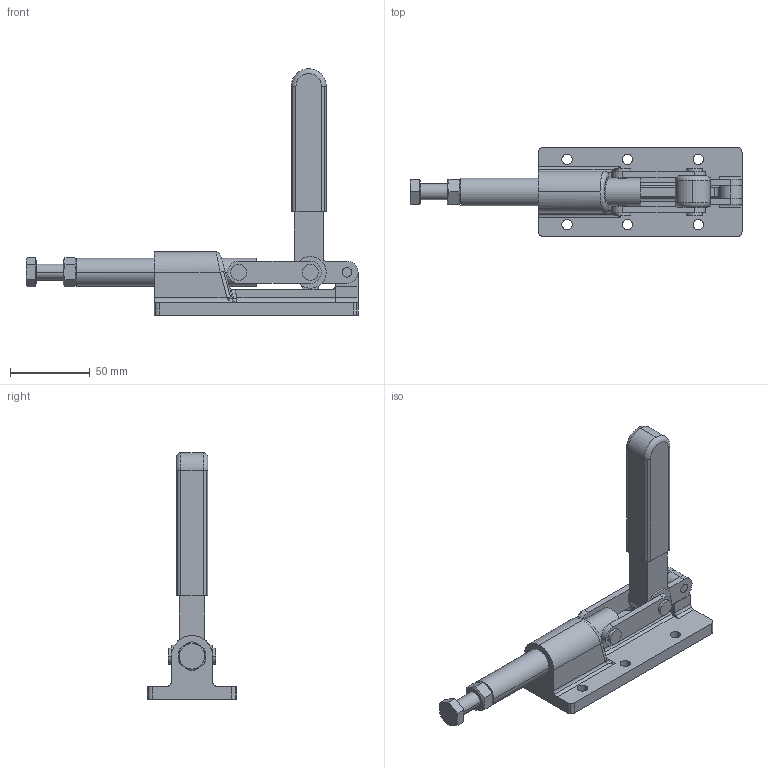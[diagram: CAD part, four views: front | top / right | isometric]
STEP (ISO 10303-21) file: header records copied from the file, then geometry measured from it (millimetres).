
FILE_DESCRIPTION((''),'2;1');
FILE_NAME('CP8-90.stp','2004-02-06T12:37:17',('Administrator'),(''),'Autodesk Inventor (R) 6.0','Autodesk Inventor (R) 6.0','');
FILE_SCHEMA(('AUTOMOTIVE_DESIGN { 1 0 10303 214 1 1 1 1 }'));
Length unit declared in the file: millimetre
Products named in the file (14): CP8-90; CP8-901; CP8-902; CP8-903; CP8-904; CP8-905; CP8-906; CP8-907; CP8-908; CP8-909; CP8-9010; CP8-9011; CP8-9012; CP8-9013
Assembly tree (13 placements, depth 2):
  CP8-90
    CP8-901
    CP8-902
    CP8-903
    CP8-904
    CP8-905
    CP8-906
    CP8-907
    CP8-908
    CP8-909
    CP8-9010
    CP8-9011
    CP8-9012
    CP8-9013
Bounding box: 208.78 x 56 x 155 mm (x, y, z)
Volume: 179742.4 mm3; surface area: 57235.4 mm2
Topology: 13 solids, 13 shells, 246 faces, 612 edges, 397 vertices
Faces by surface type: cylinder 126, plane 76, bspline 26, cone 16, torus 2
Entity records: 8757 total; most frequent: CARTESIAN_POINT 2367, DIRECTION 1374, ORIENTED_EDGE 1220, EDGE_CURVE 610, AXIS2_PLACEMENT_3D 547, VERTEX_POINT 397, EDGE_LOOP 291, VECTOR 280
